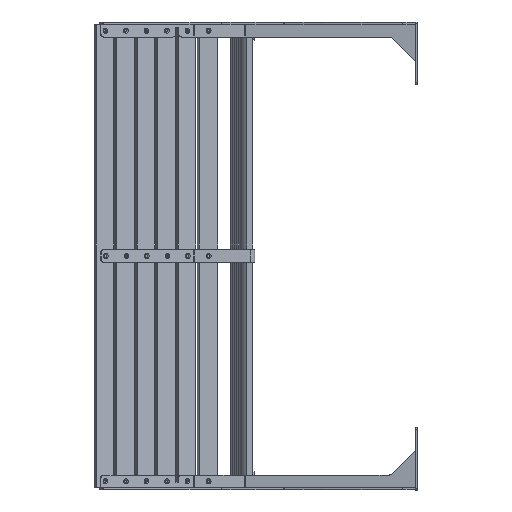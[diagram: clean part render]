
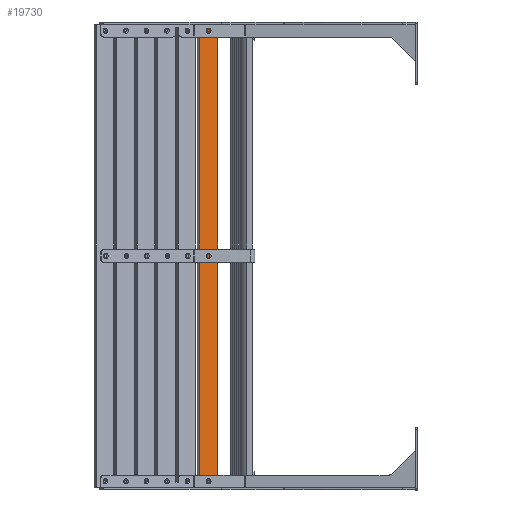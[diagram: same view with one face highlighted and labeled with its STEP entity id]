
A CAD part, left-side view. The second image highlights one B-rep face of the part: STEP entity #19730.
In plain terms, the highlighted face is planar.
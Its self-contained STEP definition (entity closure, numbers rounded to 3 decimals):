
#411 = CARTESIAN_POINT ( 'NONE',  ( -20., -30., 1484. ) ) ;
#1125 = CARTESIAN_POINT ( 'NONE',  ( -20., 30., 1484. ) ) ;
#2147 = CARTESIAN_POINT ( 'NONE',  ( -20., -30., 1484. ) ) ;
#3307 = DIRECTION ( 'NONE',  ( 0., 0., -1. ) ) ;
#3387 = EDGE_CURVE ( 'NONE', #16706, #24780, #28079, .T. ) ;
#4990 = CARTESIAN_POINT ( 'NONE',  ( -20., 30., 1484. ) ) ;
#7853 = DIRECTION ( 'NONE',  ( 0., -1., 0. ) ) ;
#7982 = CARTESIAN_POINT ( 'NONE',  ( -20., -30., 0. ) ) ;
#8163 = VECTOR ( 'NONE', #7853, 1000. ) ;
#9308 = LINE ( 'NONE', #2147, #17878 ) ;
#10158 = DIRECTION ( 'NONE',  ( 0., -1., 0. ) ) ;
#10201 = EDGE_CURVE ( 'NONE', #14625, #18739, #26151, .T. ) ;
#10470 = PLANE ( 'NONE',  #16018 ) ;
#10924 = CARTESIAN_POINT ( 'NONE',  ( -20., -30., 0. ) ) ;
#11074 = DIRECTION ( 'NONE',  ( 0., 0., -1. ) ) ;
#11649 = FACE_OUTER_BOUND ( 'NONE', #23207, .T. ) ;
#13063 = ORIENTED_EDGE ( 'NONE', *, *, #22816, .T. ) ;
#13618 = ORIENTED_EDGE ( 'NONE', *, *, #10201, .F. ) ;
#13989 = LINE ( 'NONE', #1125, #16481 ) ;
#14426 = CARTESIAN_POINT ( 'NONE',  ( -20., -30., 1484. ) ) ;
#14625 = VERTEX_POINT ( 'NONE', #4990 ) ;
#14875 = DIRECTION ( 'NONE',  ( 1., 0., 0. ) ) ;
#16018 = AXIS2_PLACEMENT_3D ( 'NONE', #14426, #14875, #3307 ) ;
#16481 = VECTOR ( 'NONE', #18705, 1000. ) ;
#16706 = VERTEX_POINT ( 'NONE', #20871 ) ;
#17823 = EDGE_CURVE ( 'NONE', #18739, #24780, #9308, .T. ) ;
#17878 = VECTOR ( 'NONE', #11074, 1000. ) ;
#18705 = DIRECTION ( 'NONE',  ( 0., 0., -1. ) ) ;
#18739 = VERTEX_POINT ( 'NONE', #411 ) ;
#18981 = ORIENTED_EDGE ( 'NONE', *, *, #17823, .F. ) ;
#19730 = ADVANCED_FACE ( 'NONE', ( #11649 ), #10470, .F. ) ;
#20871 = CARTESIAN_POINT ( 'NONE',  ( -20., 30., 0. ) ) ;
#22816 = EDGE_CURVE ( 'NONE', #14625, #16706, #13989, .T. ) ;
#23207 = EDGE_LOOP ( 'NONE', ( #24605, #18981, #13618, #13063 ) ) ;
#23930 = CARTESIAN_POINT ( 'NONE',  ( -20., -30., 1484. ) ) ;
#24457 = VECTOR ( 'NONE', #10158, 1000. ) ;
#24605 = ORIENTED_EDGE ( 'NONE', *, *, #3387, .T. ) ;
#24780 = VERTEX_POINT ( 'NONE', #10924 ) ;
#26151 = LINE ( 'NONE', #23930, #24457 ) ;
#28079 = LINE ( 'NONE', #7982, #8163 ) ;
